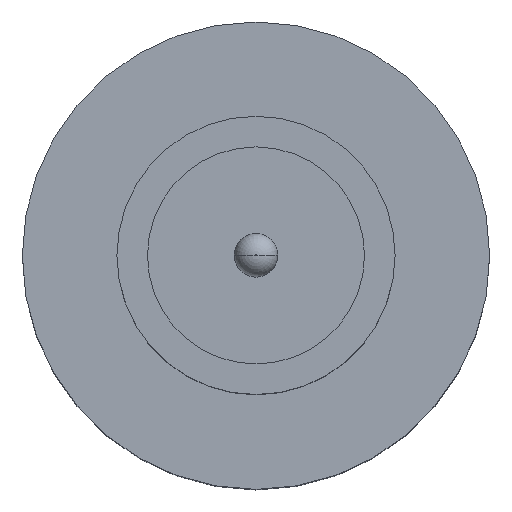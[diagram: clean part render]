
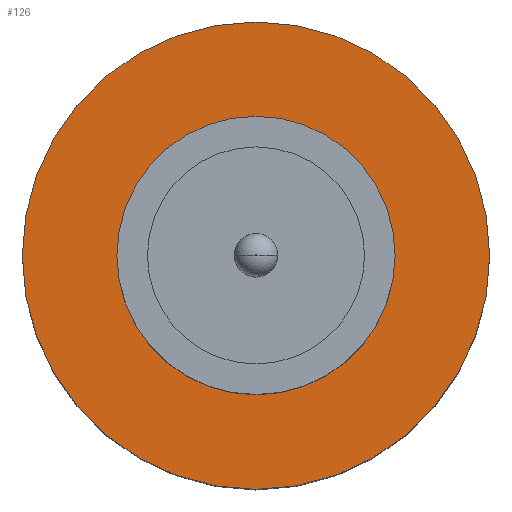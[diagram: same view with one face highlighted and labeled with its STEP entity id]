
A CAD part, top view. The second image highlights one B-rep face of the part: STEP entity #126.
In plain terms, the highlighted planar face has unit normal (0, 0, 1).
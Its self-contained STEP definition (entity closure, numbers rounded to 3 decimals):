
#47 = EDGE_CURVE ( 'NONE', #517, #363, #150, .T. ) ;
#64 = EDGE_LOOP ( 'NONE', ( #577, #258 ) ) ;
#102 = DIRECTION ( 'NONE',  ( 1., 0., 0. ) ) ;
#104 = FACE_OUTER_BOUND ( 'NONE', #64, .T. ) ;
#118 = PLANE ( 'NONE',  #596 ) ;
#122 = VERTEX_POINT ( 'NONE', #573 ) ;
#126 = ADVANCED_FACE ( 'NONE', ( #442, #104 ), #118, .T. ) ;
#133 = DIRECTION ( 'NONE',  ( 1., 0., 0. ) ) ;
#150 = CIRCLE ( 'NONE', #717, 1.25 ) ;
#184 = CARTESIAN_POINT ( 'NONE',  ( 2.1, 0., 1.55 ) ) ;
#198 = EDGE_CURVE ( 'NONE', #652, #122, #230, .T. ) ;
#230 = CIRCLE ( 'NONE', #326, 2.1 ) ;
#258 = ORIENTED_EDGE ( 'NONE', *, *, #198, .T. ) ;
#312 = CIRCLE ( 'NONE', #858, 2.1 ) ;
#326 = AXIS2_PLACEMENT_3D ( 'NONE', #433, #753, #133 ) ;
#330 = DIRECTION ( 'NONE',  ( 0., 0., 1. ) ) ;
#334 = CARTESIAN_POINT ( 'NONE',  ( 0., 0., 1.55 ) ) ;
#363 = VERTEX_POINT ( 'NONE', #462 ) ;
#433 = CARTESIAN_POINT ( 'NONE',  ( 0., 0., 1.55 ) ) ;
#442 = FACE_BOUND ( 'NONE', #831, .T. ) ;
#460 = EDGE_CURVE ( 'NONE', #363, #517, #639, .T. ) ;
#462 = CARTESIAN_POINT ( 'NONE',  ( -1.25, 0., 1.55 ) ) ;
#483 = DIRECTION ( 'NONE',  ( 0., 0., 1. ) ) ;
#494 = DIRECTION ( 'NONE',  ( 1., 0., 0. ) ) ;
#501 = CARTESIAN_POINT ( 'NONE',  ( 0., 0., 1.55 ) ) ;
#517 = VERTEX_POINT ( 'NONE', #883 ) ;
#538 = ORIENTED_EDGE ( 'NONE', *, *, #47, .F. ) ;
#573 = CARTESIAN_POINT ( 'NONE',  ( -2.1, 0., 1.55 ) ) ;
#577 = ORIENTED_EDGE ( 'NONE', *, *, #748, .T. ) ;
#596 = AXIS2_PLACEMENT_3D ( 'NONE', #501, #330, #494 ) ;
#639 = CIRCLE ( 'NONE', #932, 1.25 ) ;
#652 = VERTEX_POINT ( 'NONE', #184 ) ;
#717 = AXIS2_PLACEMENT_3D ( 'NONE', #334, #974, #724 ) ;
#724 = DIRECTION ( 'NONE',  ( 1., 0., 0. ) ) ;
#747 = DIRECTION ( 'NONE',  ( 1., 0., 0. ) ) ;
#748 = EDGE_CURVE ( 'NONE', #122, #652, #312, .T. ) ;
#753 = DIRECTION ( 'NONE',  ( 0., 0., 1. ) ) ;
#790 = CARTESIAN_POINT ( 'NONE',  ( 0., 0., 1.55 ) ) ;
#831 = EDGE_LOOP ( 'NONE', ( #538, #915 ) ) ;
#858 = AXIS2_PLACEMENT_3D ( 'NONE', #909, #1000, #747 ) ;
#883 = CARTESIAN_POINT ( 'NONE',  ( 1.25, 0., 1.55 ) ) ;
#909 = CARTESIAN_POINT ( 'NONE',  ( 0., 0., 1.55 ) ) ;
#915 = ORIENTED_EDGE ( 'NONE', *, *, #460, .F. ) ;
#932 = AXIS2_PLACEMENT_3D ( 'NONE', #790, #483, #102 ) ;
#974 = DIRECTION ( 'NONE',  ( 0., 0., 1. ) ) ;
#1000 = DIRECTION ( 'NONE',  ( 0., 0., 1. ) ) ;
